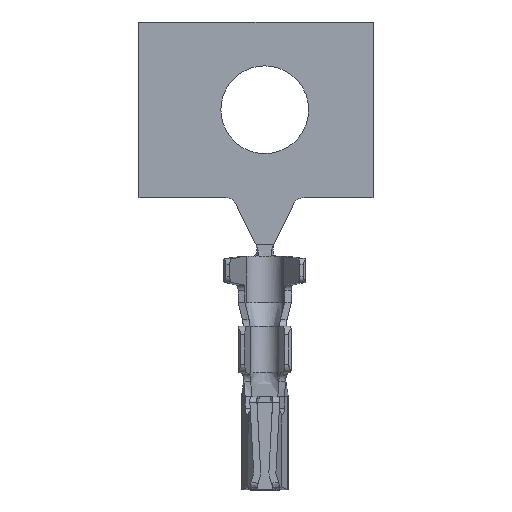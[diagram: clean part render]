
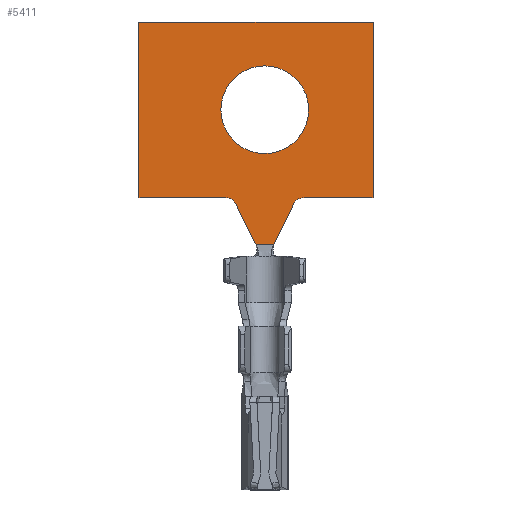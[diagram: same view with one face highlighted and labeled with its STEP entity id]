
A CAD part, top view. The second image highlights one B-rep face of the part: STEP entity #5411.
In plain terms, the highlighted planar face has unit normal (0, 0, 1).
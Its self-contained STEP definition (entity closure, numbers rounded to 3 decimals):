
#4980=CARTESIAN_POINT('',(-0.15,4.2,-0.03));
#4981=VERTEX_POINT('',#4980);
#5031=CARTESIAN_POINT('',(0.15,4.2,-0.03));
#5032=VERTEX_POINT('',#5031);
#5081=CARTESIAN_POINT('',(0.15,4.2,-0.03));
#5082=DIRECTION('',(-1.,0.,0.));
#5083=VECTOR('',#5082,0.3);
#5084=LINE('',#5081,#5083);
#5085=EDGE_CURVE('',#5032,#4981,#5084,.T.);
#5098=CARTESIAN_POINT('',(-0.495,4.889,-0.03));
#5099=VERTEX_POINT('',#5098);
#5100=CARTESIAN_POINT('',(-0.15,4.2,-0.03));
#5101=DIRECTION('',(-0.447,0.894,0.));
#5102=VECTOR('',#5101,0.771);
#5103=LINE('',#5100,#5102);
#5104=EDGE_CURVE('',#4981,#5099,#5103,.T.);
#5137=CARTESIAN_POINT('',(0.495,4.889,-0.03));
#5138=VERTEX_POINT('',#5137);
#5145=CARTESIAN_POINT('',(0.495,4.889,-0.03));
#5146=DIRECTION('',(-0.447,-0.894,0.));
#5147=VECTOR('',#5146,0.771);
#5148=LINE('',#5145,#5147);
#5149=EDGE_CURVE('',#5138,#5032,#5148,.T.);
#5169=CARTESIAN_POINT('',(-0.674,5.,-0.03));
#5170=VERTEX_POINT('',#5169);
#5177=CARTESIAN_POINT('',(-2.15,5.,-0.03));
#5178=VERTEX_POINT('',#5177);
#5179=CARTESIAN_POINT('',(-0.674,5.,-0.03));
#5180=DIRECTION('',(-1.,0.,0.));
#5181=VECTOR('',#5180,1.476);
#5182=LINE('',#5179,#5181);
#5183=EDGE_CURVE('',#5170,#5178,#5182,.T.);
#5201=CARTESIAN_POINT('',(-2.15,8.,-0.03));
#5202=VERTEX_POINT('',#5201);
#5209=CARTESIAN_POINT('',(1.85,8.,-0.03));
#5210=VERTEX_POINT('',#5209);
#5211=CARTESIAN_POINT('',(-2.15,8.,-0.03));
#5212=DIRECTION('',(1.,0.,0.));
#5213=VECTOR('',#5212,4.);
#5214=LINE('',#5211,#5213);
#5215=EDGE_CURVE('',#5202,#5210,#5214,.T.);
#5240=CARTESIAN_POINT('',(-2.15,5.,-0.03));
#5241=DIRECTION('',(0.,1.,0.));
#5242=VECTOR('',#5241,3.);
#5243=LINE('',#5240,#5242);
#5244=EDGE_CURVE('',#5178,#5202,#5243,.T.);
#5270=CARTESIAN_POINT('',(0.674,5.,-0.03));
#5271=VERTEX_POINT('',#5270);
#5278=CARTESIAN_POINT('',(0.674,4.8,-0.03));
#5279=DIRECTION('',(0.,1.,0.));
#5280=DIRECTION('',(0.,0.,1.));
#5281=AXIS2_PLACEMENT_3D('',#5278,#5280,#5279);
#5282=CIRCLE('',#5281,0.2);
#5283=EDGE_CURVE('',#5271,#5138,#5282,.T.);
#5295=CARTESIAN_POINT('',(-0.674,4.8,-0.03));
#5296=DIRECTION('',(0.894,0.447,0.));
#5297=DIRECTION('',(0.,0.,1.));
#5298=AXIS2_PLACEMENT_3D('',#5295,#5297,#5296);
#5299=CIRCLE('',#5298,0.2);
#5300=EDGE_CURVE('',#5099,#5170,#5299,.T.);
#5326=CARTESIAN_POINT('',(1.85,5.,-0.03));
#5327=VERTEX_POINT('',#5326);
#5334=CARTESIAN_POINT('',(1.85,5.,-0.03));
#5335=DIRECTION('',(-1.,0.,0.));
#5336=VECTOR('',#5335,1.176);
#5337=LINE('',#5334,#5336);
#5338=EDGE_CURVE('',#5327,#5271,#5337,.T.);
#5378=CARTESIAN_POINT('',(1.85,6.1,-0.03));
#5379=DIRECTION('',(1.,0.,0.));
#5380=DIRECTION('',(0.,0.,1.));
#5381=AXIS2_PLACEMENT_3D('',#5378,#5380,#5379);
#5382=PLANE('',#5381);
#5383=ORIENTED_EDGE('',*,*,#5244,.F.);
#5384=ORIENTED_EDGE('',*,*,#5183,.F.);
#5385=ORIENTED_EDGE('',*,*,#5300,.F.);
#5386=ORIENTED_EDGE('',*,*,#5104,.F.);
#5387=ORIENTED_EDGE('',*,*,#5085,.F.);
#5388=ORIENTED_EDGE('',*,*,#5149,.F.);
#5389=ORIENTED_EDGE('',*,*,#5283,.F.);
#5390=ORIENTED_EDGE('',*,*,#5338,.F.);
#5391=CARTESIAN_POINT('',(1.85,8.,-0.03));
#5392=DIRECTION('',(0.,-1.,0.));
#5393=VECTOR('',#5392,3.);
#5394=LINE('',#5391,#5393);
#5395=EDGE_CURVE('',#5210,#5327,#5394,.T.);
#5396=ORIENTED_EDGE('',*,*,#5395,.F.);
#5397=ORIENTED_EDGE('',*,*,#5215,.F.);
#5398=EDGE_LOOP('',(#5383,#5384,#5385,#5386,#5387,#5388,#5389,#5390,#5396,#5397));
#5399=FACE_OUTER_BOUND('',#5398,.T.);
#5400=CARTESIAN_POINT('',(0.75,6.5,-0.03));
#5401=VERTEX_POINT('',#5400);
#5402=CARTESIAN_POINT('',(0.,6.5,-0.03));
#5403=DIRECTION('',(1.,0.,0.));
#5404=DIRECTION('',(0.,0.,-1.));
#5405=AXIS2_PLACEMENT_3D('',#5402,#5404,#5403);
#5406=CIRCLE('',#5405,0.75);
#5407=EDGE_CURVE('',#5401,#5401,#5406,.T.);
#5408=ORIENTED_EDGE('',*,*,#5407,.T.);
#5409=EDGE_LOOP('',(#5408));
#5410=FACE_BOUND('',#5409,.T.);
#5411=ADVANCED_FACE('',(#5399,#5410),#5382,.T.);
